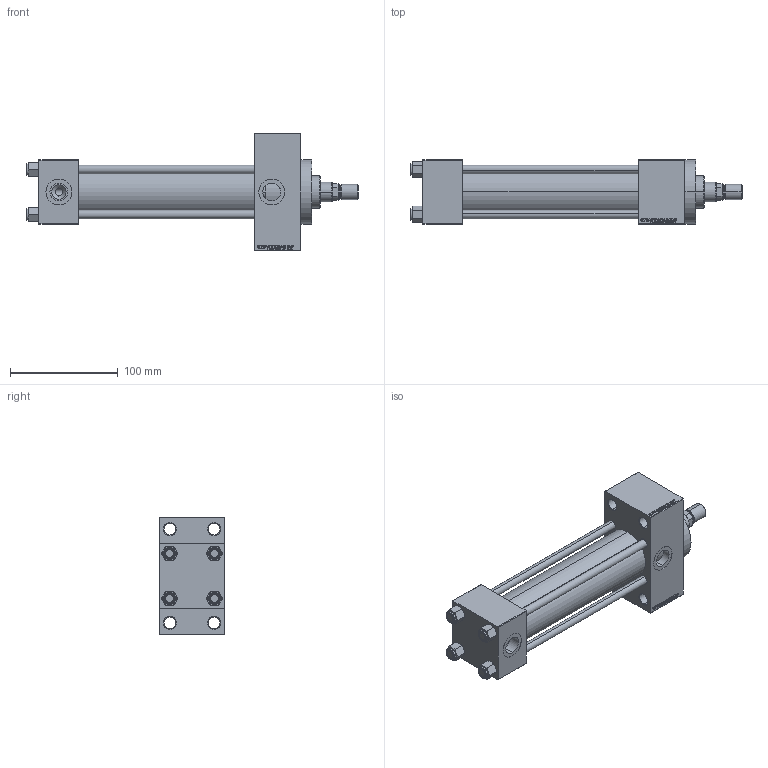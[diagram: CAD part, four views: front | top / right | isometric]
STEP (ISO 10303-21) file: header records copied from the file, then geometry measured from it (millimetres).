
FILE_DESCRIPTION (( 'STEP AP203' ), '1' );
FILE_NAME ('f1b5.STEP', '2022-04-16T06:25:58', ( '' ), ( '' ), 'SwSTEP 2.0', 'SolidWorks 2019', '' );
FILE_SCHEMA (( 'CONFIG_CONTROL_DESIGN' ));
Length unit declared in the file: millimetre
Products named in the file (7): V215_VC_A 20e01f625897cd8a2dda7aad10cfeaec; NUT_M5_D 20e01f625897cd8a2dda7aad10cfeaec; V215CR_VCP_D 20e01f625897cd8a2dda7aad10cfeaec; V215CR_D_Body 20e01f625897cd8a2dda7aad10cfeaec; f1b5; ROD_END_AH 20e01f625897cd8a2dda7aad10cfeaec; V215CR_D_TYCINKA 20e01f625897cd8a2dda7aad10cfeaec
Assembly tree (12 placements, depth 2):
  f1b5
    V215CR_D_Body 20e01f625897cd8a2dda7aad10cfeaec
    V215CR_VCP_D 20e01f625897cd8a2dda7aad10cfeaec
    NUT_M5_D 20e01f625897cd8a2dda7aad10cfeaec  x4
    V215CR_D_TYCINKA 20e01f625897cd8a2dda7aad10cfeaec  x4
    V215_VC_A 20e01f625897cd8a2dda7aad10cfeaec
    ROD_END_AH 20e01f625897cd8a2dda7aad10cfeaec
Bounding box: 308 x 60 x 109 mm (x, y, z)
Volume: 610628.2 mm3; surface area: 167209.1 mm2
Topology: 12 solids, 12 shells, 1127 faces, 2798 edges, 1809 vertices
Faces by surface type: plane 504, bspline 368, cone 148, cylinder 97, torus 10
Entity records: 47938 total; most frequent: CARTESIAN_POINT 25165, ORIENTED_EDGE 5088, DIRECTION 3322, EDGE_CURVE 2544, VERTEX_POINT 1665, LINE 1520, VECTOR 1520, EDGE_LOOP 1141
